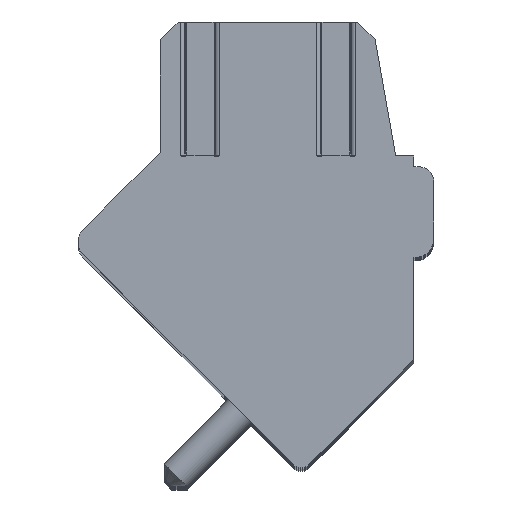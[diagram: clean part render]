
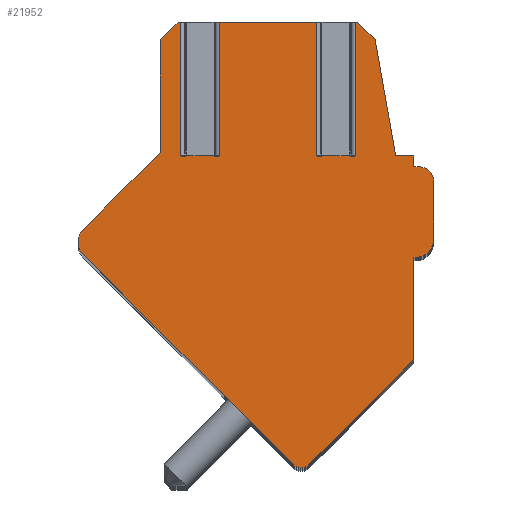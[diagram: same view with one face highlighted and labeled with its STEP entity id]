
A CAD part, top view. The second image highlights one B-rep face of the part: STEP entity #21952.
In plain terms, the highlighted planar face has unit normal (0, 0, 1).
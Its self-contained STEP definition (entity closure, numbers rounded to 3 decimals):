
#2739=DIRECTION('',(0.707,-0.707,0.));
#2740=VECTOR('',#2739,8.2);
#2741=CARTESIAN_POINT('',(-4.761,0.072,1.75));
#2742=LINE('',#2741,#2740);
#3154=DIRECTION('',(1.,0.,0.));
#3155=VECTOR('',#3154,1.07);
#3156=CARTESIAN_POINT('',(1.673,2.8,1.75));
#3157=LINE('',#3156,#3155);
#3158=DIRECTION('',(0.,1.,0.));
#3159=VECTOR('',#3158,3.7);
#3160=CARTESIAN_POINT('',(2.743,2.8,1.75));
#3161=LINE('',#3160,#3159);
#3162=DIRECTION('',(-1.,0.,0.));
#3163=VECTOR('',#3162,0.068);
#3164=CARTESIAN_POINT('',(2.811,6.5,1.75));
#3165=LINE('',#3164,#3163);
#3166=DIRECTION('',(-0.707,0.707,0.));
#3167=VECTOR('',#3166,0.677);
#3168=CARTESIAN_POINT('',(3.29,6.021,1.75));
#3169=LINE('',#3168,#3167);
#3170=DIRECTION('',(-0.174,0.985,0.));
#3171=VECTOR('',#3170,3.271);
#3172=CARTESIAN_POINT('',(3.858,2.8,1.75));
#3173=LINE('',#3172,#3171);
#3174=DIRECTION('',(-1.,0.,0.));
#3175=VECTOR('',#3174,0.5);
#3176=CARTESIAN_POINT('',(4.358,2.8,1.75));
#3177=LINE('',#3176,#3175);
#3178=DIRECTION('',(0.,1.,0.));
#3179=VECTOR('',#3178,0.3);
#3180=CARTESIAN_POINT('',(4.358,2.5,1.75));
#3181=LINE('',#3180,#3179);
#3182=DIRECTION('',(-1.,0.,0.));
#3183=VECTOR('',#3182,0.15);
#3184=CARTESIAN_POINT('',(4.508,2.5,1.75));
#3185=LINE('',#3184,#3183);
#3186=CARTESIAN_POINT('',(4.508,2.1,1.75));
#3187=DIRECTION('',(0.,0.,1.));
#3188=DIRECTION('',(1.,0.,0.));
#3189=AXIS2_PLACEMENT_3D('',#3186,#3187,#3188);
#3191=DIRECTION('',(0.,1.,0.));
#3192=VECTOR('',#3191,1.6);
#3193=CARTESIAN_POINT('',(4.908,0.5,1.75));
#3194=LINE('',#3193,#3192);
#3195=CARTESIAN_POINT('',(4.408,0.5,1.75));
#3196=DIRECTION('',(0.,0.,1.));
#3197=DIRECTION('',(0.,-1.,0.));
#3198=AXIS2_PLACEMENT_3D('',#3195,#3196,#3197);
#3200=DIRECTION('',(1.,0.,0.));
#3201=VECTOR('',#3200,0.05);
#3202=CARTESIAN_POINT('',(4.358,0.,1.75));
#3203=LINE('',#3202,#3201);
#3204=DIRECTION('',(0.,1.,0.));
#3205=VECTOR('',#3204,2.83);
#3206=CARTESIAN_POINT('',(4.358,-2.83,1.75));
#3207=LINE('',#3206,#3205);
#3208=DIRECTION('',(0.707,0.707,0.));
#3209=VECTOR('',#3208,4.096);
#3210=CARTESIAN_POINT('',(1.461,-5.727,1.75));
#3211=LINE('',#3210,#3209);
#3212=CARTESIAN_POINT('',(1.249,-5.515,1.75));
#3213=DIRECTION('',(0.,0.,1.));
#3214=DIRECTION('',(-0.707,-0.707,0.));
#3215=AXIS2_PLACEMENT_3D('',#3212,#3213,#3214);
#3217=CARTESIAN_POINT('',(-4.408,0.425,1.75));
#3218=DIRECTION('',(0.,0.,1.));
#3219=DIRECTION('',(-0.707,0.707,0.));
#3220=AXIS2_PLACEMENT_3D('',#3217,#3218,#3219);
#3222=DIRECTION('',(-0.707,-0.707,0.));
#3223=VECTOR('',#3222,2.997);
#3224=CARTESIAN_POINT('',(-2.642,2.898,1.75));
#3225=LINE('',#3224,#3223);
#3226=DIRECTION('',(0.,-1.,0.));
#3227=VECTOR('',#3226,3.111);
#3228=CARTESIAN_POINT('',(-2.642,6.009,1.75));
#3229=LINE('',#3228,#3227);
#3230=DIRECTION('',(-0.707,-0.707,0.));
#3231=VECTOR('',#3230,0.694);
#3232=CARTESIAN_POINT('',(-2.151,6.5,1.75));
#3233=LINE('',#3232,#3231);
#3234=DIRECTION('',(-1.,0.,0.));
#3235=VECTOR('',#3234,0.074);
#3236=CARTESIAN_POINT('',(-2.077,6.5,1.75));
#3237=LINE('',#3236,#3235);
#3238=DIRECTION('',(0.,1.,0.));
#3239=VECTOR('',#3238,3.7);
#3240=CARTESIAN_POINT('',(-2.077,2.8,1.75));
#3241=LINE('',#3240,#3239);
#3242=DIRECTION('',(1.,0.,0.));
#3243=VECTOR('',#3242,1.07);
#3244=CARTESIAN_POINT('',(-2.077,2.8,1.75));
#3245=LINE('',#3244,#3243);
#3246=DIRECTION('',(0.,1.,0.));
#3247=VECTOR('',#3246,3.7);
#3248=CARTESIAN_POINT('',(-1.007,2.8,1.75));
#3249=LINE('',#3248,#3247);
#3250=DIRECTION('',(-1.,0.,0.));
#3251=VECTOR('',#3250,2.68);
#3252=CARTESIAN_POINT('',(1.673,6.5,1.75));
#3253=LINE('',#3252,#3251);
#3254=DIRECTION('',(0.,1.,0.));
#3255=VECTOR('',#3254,3.7);
#3256=CARTESIAN_POINT('',(1.673,2.8,1.75));
#3257=LINE('',#3256,#3255);
#14159=CARTESIAN_POINT('',(1.673,2.8,1.75));
#14160=CARTESIAN_POINT('',(2.743,2.8,1.75));
#14161=VERTEX_POINT('',#14159);
#14162=VERTEX_POINT('',#14160);
#14163=CARTESIAN_POINT('',(2.743,6.5,1.75));
#14164=VERTEX_POINT('',#14163);
#14165=CARTESIAN_POINT('',(1.673,6.5,1.75));
#14166=VERTEX_POINT('',#14165);
#14179=CARTESIAN_POINT('',(-2.077,2.8,1.75));
#14180=CARTESIAN_POINT('',(-1.007,2.8,1.75));
#14181=VERTEX_POINT('',#14179);
#14182=VERTEX_POINT('',#14180);
#14183=CARTESIAN_POINT('',(-1.007,6.5,1.75));
#14184=VERTEX_POINT('',#14183);
#14185=CARTESIAN_POINT('',(-2.077,6.5,1.75));
#14186=VERTEX_POINT('',#14185);
#14277=CARTESIAN_POINT('',(1.037,-5.727,1.75));
#14278=CARTESIAN_POINT('',(1.461,-5.727,1.75));
#14279=VERTEX_POINT('',#14277);
#14280=VERTEX_POINT('',#14278);
#14281=CARTESIAN_POINT('',(4.358,-2.83,1.75));
#14282=VERTEX_POINT('',#14281);
#14283=CARTESIAN_POINT('',(4.358,0.,1.75));
#14284=VERTEX_POINT('',#14283);
#14285=CARTESIAN_POINT('',(4.408,0.,1.75));
#14286=VERTEX_POINT('',#14285);
#14287=CARTESIAN_POINT('',(4.908,0.5,1.75));
#14288=VERTEX_POINT('',#14287);
#14289=CARTESIAN_POINT('',(4.908,2.1,1.75));
#14290=VERTEX_POINT('',#14289);
#14291=CARTESIAN_POINT('',(4.508,2.5,1.75));
#14292=VERTEX_POINT('',#14291);
#14293=CARTESIAN_POINT('',(4.358,2.5,1.75));
#14294=VERTEX_POINT('',#14293);
#14295=CARTESIAN_POINT('',(4.358,2.8,1.75));
#14296=VERTEX_POINT('',#14295);
#14297=CARTESIAN_POINT('',(3.858,2.8,1.75));
#14298=VERTEX_POINT('',#14297);
#14299=CARTESIAN_POINT('',(3.29,6.021,1.75));
#14300=VERTEX_POINT('',#14299);
#14301=CARTESIAN_POINT('',(2.811,6.5,1.75));
#14302=VERTEX_POINT('',#14301);
#14303=CARTESIAN_POINT('',(-2.151,6.5,1.75));
#14304=CARTESIAN_POINT('',(-2.642,6.009,1.75));
#14305=VERTEX_POINT('',#14303);
#14306=VERTEX_POINT('',#14304);
#14307=CARTESIAN_POINT('',(-4.761,0.779,1.75));
#14308=CARTESIAN_POINT('',(-4.761,0.072,1.75));
#14309=VERTEX_POINT('',#14307);
#14310=VERTEX_POINT('',#14308);
#14315=CARTESIAN_POINT('',(-2.642,2.898,1.75));
#14317=VERTEX_POINT('',#14315);
#21909=CARTESIAN_POINT('',(0.,0.,1.75));
#21910=DIRECTION('',(0.,0.,1.));
#21911=DIRECTION('',(1.,0.,0.));
#21912=AXIS2_PLACEMENT_3D('',#21909,#21910,#21911);
#21913=PLANE('',#21912);
#21915=ORIENTED_EDGE('',*,*,#21914,.T.);
#21917=ORIENTED_EDGE('',*,*,#21916,.T.);
#21918=ORIENTED_EDGE('',*,*,#18336,.F.);
#21919=ORIENTED_EDGE('',*,*,#18594,.F.);
#21920=ORIENTED_EDGE('',*,*,#18608,.F.);
#21921=ORIENTED_EDGE('',*,*,#18622,.F.);
#21922=ORIENTED_EDGE('',*,*,#18763,.F.);
#21923=ORIENTED_EDGE('',*,*,#18779,.F.);
#21924=ORIENTED_EDGE('',*,*,#19534,.F.);
#21925=ORIENTED_EDGE('',*,*,#19786,.F.);
#21926=ORIENTED_EDGE('',*,*,#20038,.F.);
#21927=ORIENTED_EDGE('',*,*,#20290,.F.);
#21928=ORIENTED_EDGE('',*,*,#20549,.F.);
#21929=ORIENTED_EDGE('',*,*,#21354,.F.);
#21930=ORIENTED_EDGE('',*,*,#21572,.F.);
#21931=ORIENTED_EDGE('',*,*,#21405,.F.);
#21933=ORIENTED_EDGE('',*,*,#21932,.F.);
#21935=ORIENTED_EDGE('',*,*,#21934,.F.);
#21937=ORIENTED_EDGE('',*,*,#21936,.F.);
#21939=ORIENTED_EDGE('',*,*,#21938,.F.);
#21940=ORIENTED_EDGE('',*,*,#18368,.F.);
#21942=ORIENTED_EDGE('',*,*,#21941,.F.);
#21944=ORIENTED_EDGE('',*,*,#21943,.T.);
#21946=ORIENTED_EDGE('',*,*,#21945,.T.);
#21947=ORIENTED_EDGE('',*,*,#18352,.F.);
#21949=ORIENTED_EDGE('',*,*,#21948,.F.);
#21950=EDGE_LOOP('',(#21915,#21917,#21918,#21919,#21920,#21921,#21922,#21923,
#21924,#21925,#21926,#21927,#21928,#21929,#21930,#21931,#21933,#21935,#21937,
#21939,#21940,#21942,#21944,#21946,#21947,#21949));
#21951=FACE_OUTER_BOUND('',#21950,.F.);
#3190=CIRCLE('',#3189,0.4);
#3199=CIRCLE('',#3198,0.5);
#3216=CIRCLE('',#3215,0.3);
#3221=CIRCLE('',#3220,0.5);
#18336=EDGE_CURVE('',#14302,#14164,#3165,.T.);
#18352=EDGE_CURVE('',#14166,#14184,#3253,.T.);
#18368=EDGE_CURVE('',#14186,#14305,#3237,.T.);
#18594=EDGE_CURVE('',#14300,#14302,#3169,.T.);
#18608=EDGE_CURVE('',#14298,#14300,#3173,.T.);
#18622=EDGE_CURVE('',#14296,#14298,#3177,.T.);
#18763=EDGE_CURVE('',#14294,#14296,#3181,.T.);
#18779=EDGE_CURVE('',#14292,#14294,#3185,.T.);
#19534=EDGE_CURVE('',#14290,#14292,#3190,.T.);
#19786=EDGE_CURVE('',#14288,#14290,#3194,.T.);
#20038=EDGE_CURVE('',#14286,#14288,#3199,.T.);
#20290=EDGE_CURVE('',#14284,#14286,#3203,.T.);
#20549=EDGE_CURVE('',#14282,#14284,#3207,.T.);
#21354=EDGE_CURVE('',#14280,#14282,#3211,.T.);
#21405=EDGE_CURVE('',#14310,#14279,#2742,.T.);
#21572=EDGE_CURVE('',#14279,#14280,#3216,.T.);
#21914=EDGE_CURVE('',#14161,#14162,#3157,.T.);
#21916=EDGE_CURVE('',#14162,#14164,#3161,.T.);
#21932=EDGE_CURVE('',#14309,#14310,#3221,.T.);
#21934=EDGE_CURVE('',#14317,#14309,#3225,.T.);
#21936=EDGE_CURVE('',#14306,#14317,#3229,.T.);
#21938=EDGE_CURVE('',#14305,#14306,#3233,.T.);
#21941=EDGE_CURVE('',#14181,#14186,#3241,.T.);
#21943=EDGE_CURVE('',#14181,#14182,#3245,.T.);
#21945=EDGE_CURVE('',#14182,#14184,#3249,.T.);
#21948=EDGE_CURVE('',#14161,#14166,#3257,.T.);
#21952=ADVANCED_FACE('',(#21951),#21913,.T.);
